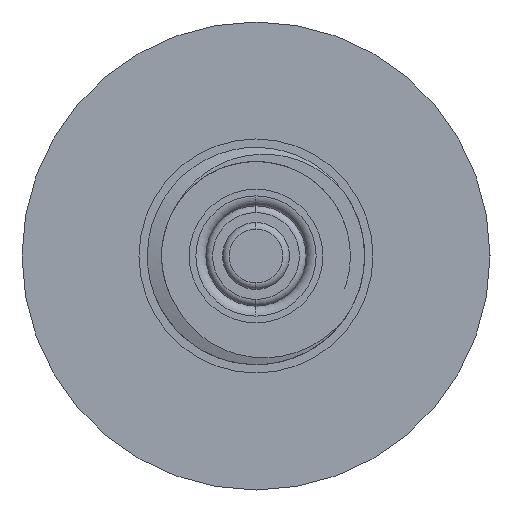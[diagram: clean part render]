
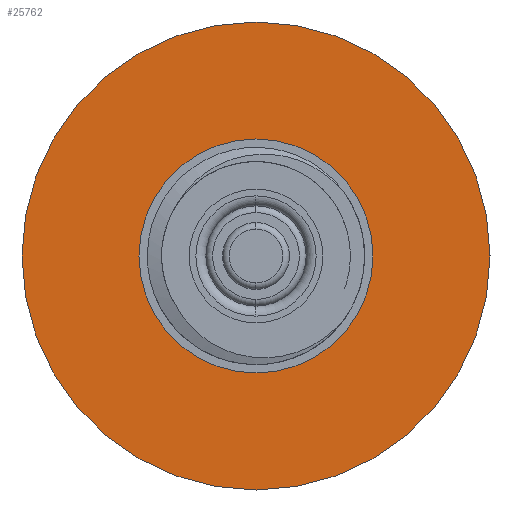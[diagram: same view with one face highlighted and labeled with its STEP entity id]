
A CAD part, left-side view. The second image highlights one B-rep face of the part: STEP entity #25762.
In plain terms, the highlighted planar face has unit normal (-1, 0, 0).
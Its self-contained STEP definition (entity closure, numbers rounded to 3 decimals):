
#101 = CIRCLE ( 'NONE', #15948, 3.5 ) ;
#241 = VERTEX_POINT ( 'NONE', #10681 ) ;
#2065 = DIRECTION ( 'NONE',  ( 1., 0., 0. ) ) ;
#2428 = CARTESIAN_POINT ( 'NONE',  ( 74.279, 0., 0. ) ) ;
#3232 = DIRECTION ( 'NONE',  ( 0., 0., -1. ) ) ;
#3358 = CARTESIAN_POINT ( 'NONE',  ( 74.279, 0., 0. ) ) ;
#3948 = AXIS2_PLACEMENT_3D ( 'NONE', #17476, #23990, #25603 ) ;
#4066 = CARTESIAN_POINT ( 'NONE',  ( 74.279, 0., 0. ) ) ;
#5183 = CARTESIAN_POINT ( 'NONE',  ( 74.279, 0., 0. ) ) ;
#6253 = VERTEX_POINT ( 'NONE', #23346 ) ;
#6632 = EDGE_LOOP ( 'NONE', ( #10515, #19974 ) ) ;
#8419 = EDGE_CURVE ( 'NONE', #20494, #6253, #17968, .T. ) ;
#9800 = CARTESIAN_POINT ( 'NONE',  ( 74.279, 0., 3.5 ) ) ;
#9977 = ORIENTED_EDGE ( 'NONE', *, *, #8419, .F. ) ;
#10259 = DIRECTION ( 'NONE',  ( 0., 0., -1. ) ) ;
#10391 = CIRCLE ( 'NONE', #16837, 7. ) ;
#10515 = ORIENTED_EDGE ( 'NONE', *, *, #14528, .T. ) ;
#10681 = CARTESIAN_POINT ( 'NONE',  ( 74.279, 0., -3.5 ) ) ;
#12485 = EDGE_LOOP ( 'NONE', ( #9977, #23922 ) ) ;
#13448 = DIRECTION ( 'NONE',  ( 1., 0., 0. ) ) ;
#13577 = DIRECTION ( 'NONE',  ( 1., 0., 0. ) ) ;
#14528 = EDGE_CURVE ( 'NONE', #24744, #241, #101, .T. ) ;
#15551 = DIRECTION ( 'NONE',  ( 0., 0., -1. ) ) ;
#15821 = FACE_OUTER_BOUND ( 'NONE', #12485, .T. ) ;
#15948 = AXIS2_PLACEMENT_3D ( 'NONE', #4066, #2065, #10259 ) ;
#16837 = AXIS2_PLACEMENT_3D ( 'NONE', #3358, #13448, #3232 ) ;
#17476 = CARTESIAN_POINT ( 'NONE',  ( 74.279, 0., 0. ) ) ;
#17529 = DIRECTION ( 'NONE',  ( 1., 0., 0. ) ) ;
#17655 = PLANE ( 'NONE',  #23045 ) ;
#17968 = CIRCLE ( 'NONE', #22203, 7. ) ;
#18087 = CIRCLE ( 'NONE', #3948, 3.5 ) ;
#19974 = ORIENTED_EDGE ( 'NONE', *, *, #20818, .T. ) ;
#20038 = CARTESIAN_POINT ( 'NONE',  ( 74.279, 0., 7. ) ) ;
#20494 = VERTEX_POINT ( 'NONE', #20038 ) ;
#20818 = EDGE_CURVE ( 'NONE', #241, #24744, #18087, .T. ) ;
#20825 = EDGE_CURVE ( 'NONE', #6253, #20494, #10391, .T. ) ;
#22203 = AXIS2_PLACEMENT_3D ( 'NONE', #2428, #13577, #23581 ) ;
#23045 = AXIS2_PLACEMENT_3D ( 'NONE', #5183, #17529, #15551 ) ;
#23346 = CARTESIAN_POINT ( 'NONE',  ( 74.279, 0., -7. ) ) ;
#23525 = FACE_BOUND ( 'NONE', #6632, .T. ) ;
#23581 = DIRECTION ( 'NONE',  ( 0., 0., -1. ) ) ;
#23922 = ORIENTED_EDGE ( 'NONE', *, *, #20825, .F. ) ;
#23990 = DIRECTION ( 'NONE',  ( 1., 0., 0. ) ) ;
#24744 = VERTEX_POINT ( 'NONE', #9800 ) ;
#25603 = DIRECTION ( 'NONE',  ( 0., 0., -1. ) ) ;
#25762 = ADVANCED_FACE ( 'NONE', ( #23525, #15821 ), #17655, .F. ) ;
